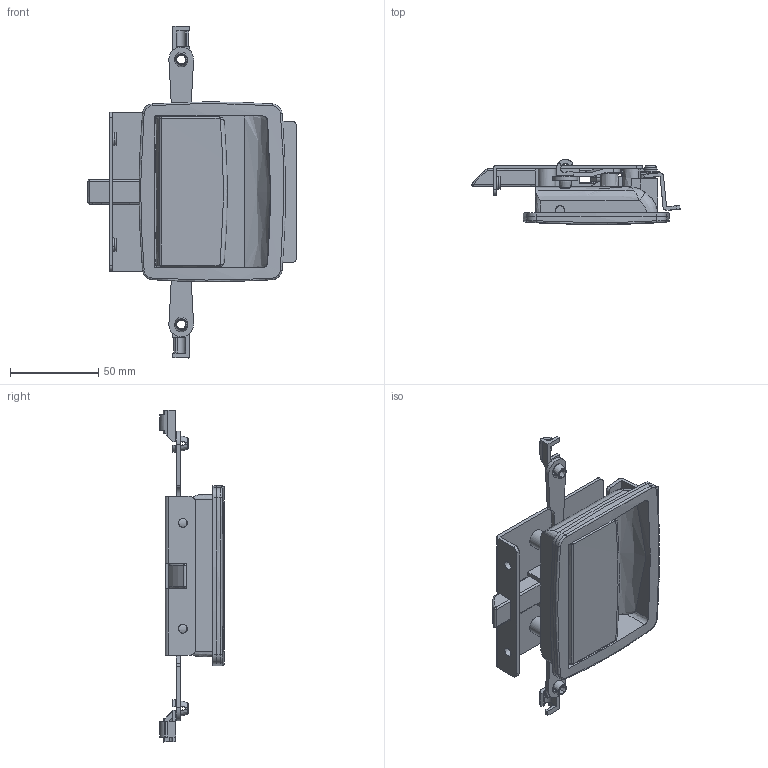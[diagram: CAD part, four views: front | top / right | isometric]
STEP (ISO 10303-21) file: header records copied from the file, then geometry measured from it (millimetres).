
FILE_DESCRIPTION((''),'2;1');
FILE_NAME('','2006-01-17T11:35:19',(''),(''),'','CADfix','');
FILE_SCHEMA(('AUTOMOTIVE_DESIGN'));
Length unit declared in the file: millimetre
Products named in the file (14): holder; screw; link_C_mr; shaft; packing; link_C; link_B; link_A; latch; handle; bracket_C; bracket_B; base; THA_429_1_3PL_789_36
Assembly tree (15 placements, depth 2):
  THA_429_1_3PL_789_36
    holder  x2
    screw  x2
    link_C_mr
    shaft
    packing
    link_C
    link_B
    link_A
    latch
    handle
    bracket_C
    bracket_B
    base
Bounding box: 118.04 x 36.74 x 188.2 mm (x, y, z)
Volume: 106257.3 mm3; surface area: 87738.1 mm2
Topology: 15 solids, 15 shells, 743 faces, 2425 edges, 1736 vertices
Faces by surface type: bspline 743
Entity records: 30194 total; most frequent: CARTESIAN_POINT 17556, ORIENTED_EDGE 4170, EDGE_CURVE 2085, VERTEX_POINT 1505, QUASI_UNIFORM_CURVE 1048, B_SPLINE_CURVE_WITH_KNOTS 1014, EDGE_LOOP 716, FACE_OUTER_BOUND 633
